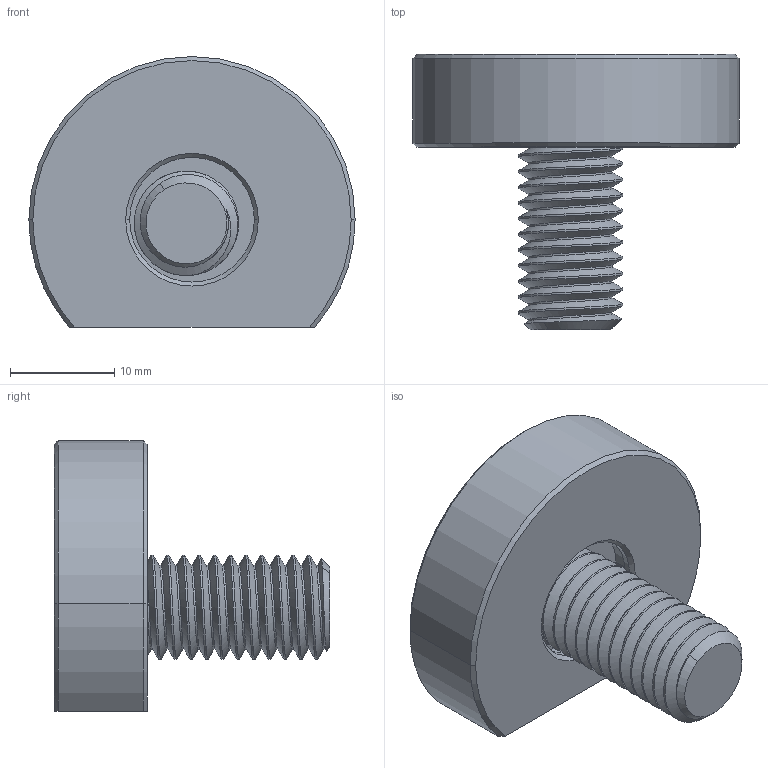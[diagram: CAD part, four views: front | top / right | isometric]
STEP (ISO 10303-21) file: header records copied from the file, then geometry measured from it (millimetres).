
FILE_DESCRIPTION (( 'STEP AP214' ), '1' );
FILE_NAME ('50510_MB.STEP', '2021-10-29T15:47:54', ( '' ), ( '' ), 'SwSTEP 2.0', 'SolidWorks 2021', '' );
FILE_SCHEMA (( 'AUTOMOTIVE_DESIGN' ));
Length unit declared in the file: inch
Products named in the file (3): 50369_50369; Machineable Fixture Clamp Washers, Configured_10606; 50510_MB
Assembly tree (2 placements, depth 2):
  50510_MB
    Machineable Fixture Clamp Washers, Configured_10606
    50369_50369
Bounding box: 31.24 x 26.37 x 25.93 mm (x, y, z)
Volume: 6744.4 mm3; surface area: 3841.1 mm2
Topology: 2 solids, 2 shells, 74 faces, 178 edges, 111 vertices
Faces by surface type: cylinder 36, cone 21, plane 14, bspline 3
Entity records: 4486 total; most frequent: CARTESIAN_POINT 2822, ORIENTED_EDGE 356, DIRECTION 297, EDGE_CURVE 178, AXIS2_PLACEMENT_3D 117, VERTEX_POINT 111, EDGE_LOOP 79, ADVANCED_FACE 74
